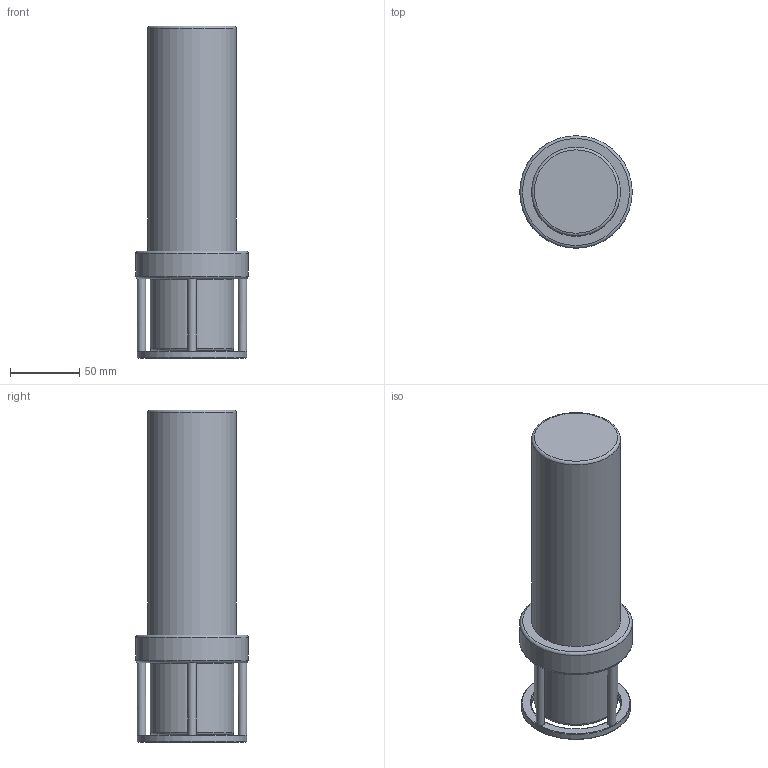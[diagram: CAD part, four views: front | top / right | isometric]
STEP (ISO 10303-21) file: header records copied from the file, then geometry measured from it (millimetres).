
FILE_DESCRIPTION(/* description */ (''),/* implementation_level */ '2;1');
FILE_NAME(/* name */ 'USBL.step',/* time_stamp */ '2025-05-06T14:26:29+02:00',/* author */ (''),/* organization */ (''),/* preprocessor_version */ 'ST-DEVELOPER v20.1',/* originating_system */ 'Autodesk Translation Framework v14.4.0.0',/* authorisation */ '');
FILE_SCHEMA (('AUTOMOTIVE_DESIGN { 1 0 10303 214 3 1 1 }'));
Length unit declared in the file: millimetre
Products named in the file (1): USBL
Bounding box: 81 x 81 x 239 mm (x, y, z)
Volume: 784002.1 mm3; surface area: 66007.8 mm2
Topology: 2 solids, 2 shells, 31 faces, 79 edges, 54 vertices
Faces by surface type: torus 12, plane 10, cylinder 9
Full cylindrical faces by diameter (mm): 6 x4, 60 x1, 64 x1, 65 x1, 78.62 x1, 81 x1
Entity records: 1133 total; most frequent: CARTESIAN_POINT 285, DIRECTION 189, ORIENTED_EDGE 158, AXIS2_PLACEMENT_3D 86, EDGE_CURVE 79, CIRCLE 54, VERTEX_POINT 54, EDGE_LOOP 35
